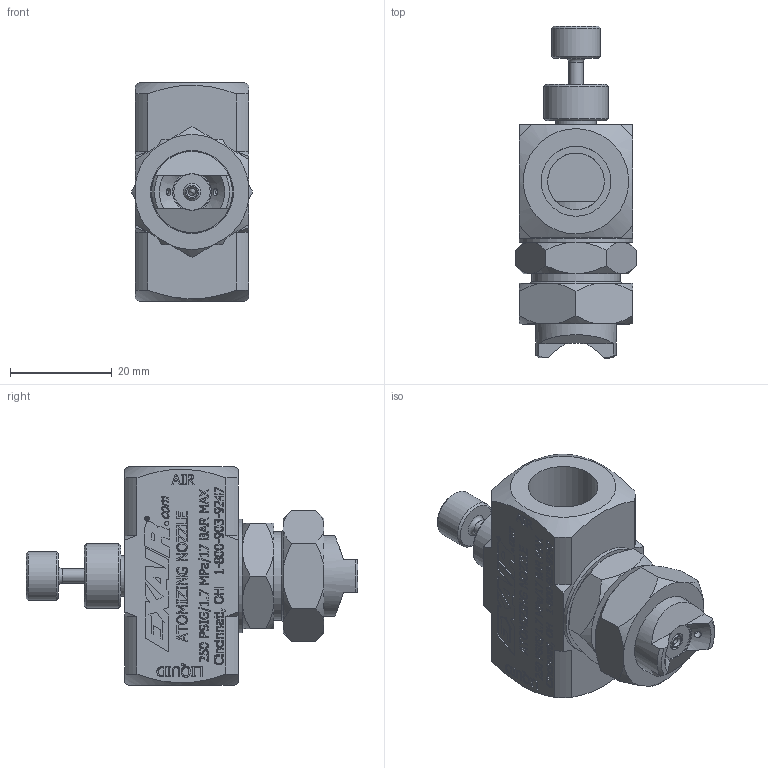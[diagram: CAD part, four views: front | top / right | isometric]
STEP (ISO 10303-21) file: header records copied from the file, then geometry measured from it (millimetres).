
FILE_DESCRIPTION((''),'2;1');
FILE_NAME('EF1040SS ASSEMBLED.stp','2012-02-09T09:09:45',('Ryan Longshore'),(''),'Autodesk Inventor 2012','Autodesk Inventor 2012','');
FILE_SCHEMA(('AUTOMOTIVE_DESIGN { 1 0 10303 214 1 1 1 1 }'));
Length unit declared in the file: inch
Products named in the file (9): EF1040SS ASSEMBLED; 901125; 901130; AS 568 AxialInternal Pressure DASH # 011; 901133-40; 901210-NEF20; 901135; 901136; 901137
Assembly tree (8 placements, depth 2):
  EF1040SS ASSEMBLED
    901125
    901130
    AS 568 AxialInternal Pressure DASH # 011
    901133-40
    901210-NEF20
    901135
    901136
    901137
Bounding box: 23.83 x 65.09 x 42.86 mm (x, y, z)
Volume: 23234.5 mm3; surface area: 14929.2 mm2
Topology: 8 solids, 8 shells, 1426 faces, 3814 edges, 2529 vertices
Faces by surface type: plane 844, bspline 444, cone 70, cylinder 65, torus 3
Full cylindrical faces by diameter (mm): 1.397 x2, 1.511 x1, 2.057 x3, 2.362 x2, 2.381 x8, 2.515 x1, 2.794 x2, 3.429 x1, 3.556 x1, 4.143 x1, 4.166 x1, 4.775 x1, 5.556 x1, 7.137 x1, 7.937 x1, 7.938 x2, 9.525 x7, 10.16 x1, 11.113 x2, 12.7 x3, 13.462 x1, 13.64 x1, 13.716 x2, 15.875 x1, 16.256 x1, 17.277 x1, 17.399 x1, 17.463 x2, 19.05 x2, 22.225 x1
Entity records: 46428 total; most frequent: CARTESIAN_POINT 14129, ORIENTED_EDGE 7400, DIRECTION 4906, EDGE_CURVE 3700, VECTOR 2512, LINE 2512, VERTEX_POINT 2504, EDGE_LOOP 1680
